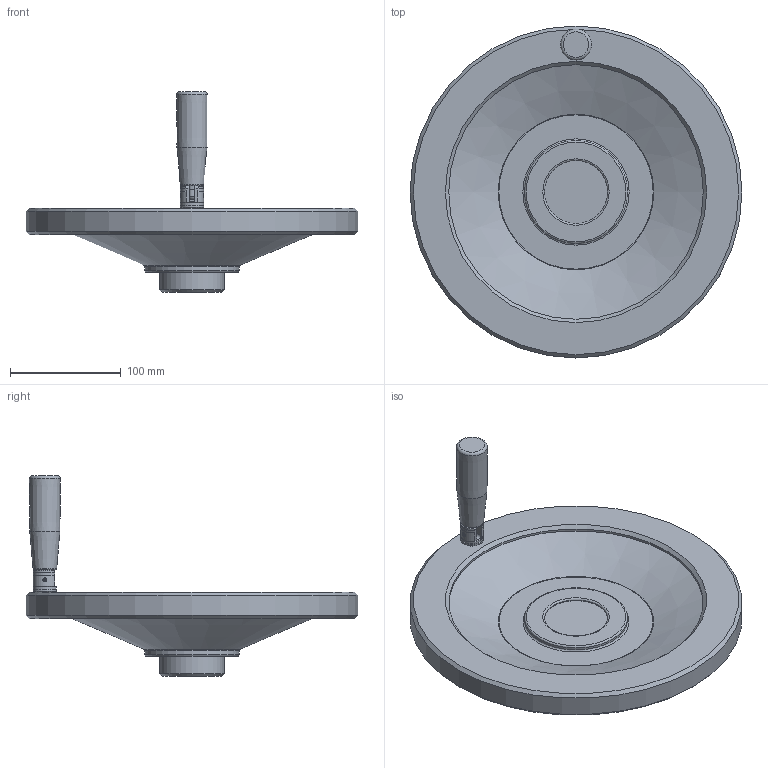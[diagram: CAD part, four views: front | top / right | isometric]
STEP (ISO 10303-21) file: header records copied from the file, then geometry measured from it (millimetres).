
FILE_DESCRIPTION( ( 'Unknown' ), '1' );
FILE_NAME( '7117026_VPRA300_MR.stp', 'Unknown', ( 'Unknown' ), ( 'Unknown' ), 'PSStep 11.0', 'Unknown', ' ' );
FILE_SCHEMA( ( 'AUTOMOTIVE_DESIGN { 1 0 10303 214 1 1 1 1 }' ) );
Length unit declared in the file: millimetre
Products named in the file (1): 1831008
Bounding box: 300 x 300 x 181 mm (x, y, z)
Volume: 1614062.2 mm3; surface area: 195227.5 mm2
Topology: 1 solids, 2 shells, 157 faces, 399 edges, 247 vertices
Faces by surface type: plane 64, cylinder 42, cone 33, torus 13, bspline 4, sphere 1
Full cylindrical faces by diameter (mm): 3.2 x2, 3.5 x1, 5.422 x1, 6 x3, 6.95 x1, 7 x1, 7.03 x1, 8.17 x1, 8.3 x1, 8.376 x1, 11 x1, 11.5 x1, 11.52 x1, 11.538 x1, 12.6 x1, 13.076 x1, 21 x2, 57 x1, 58 x1, 85 x1, 93 x1, 230 x1, 300 x1
Entity records: 7351 total; most frequent: CARTESIAN_POINT 2768, DIRECTION 691, ORIENTED_EDGE 600, EDGE_CURVE 300, AXIS2_PLACEMENT_3D 293, EDGE_LOOP 245, VERTEX_POINT 214, FACE_OUTER_BOUND 197
